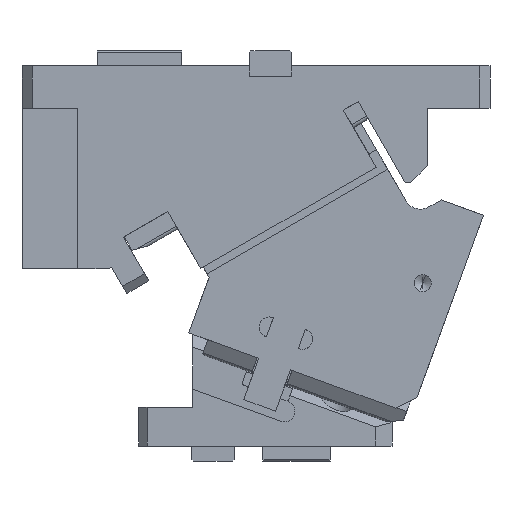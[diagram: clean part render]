
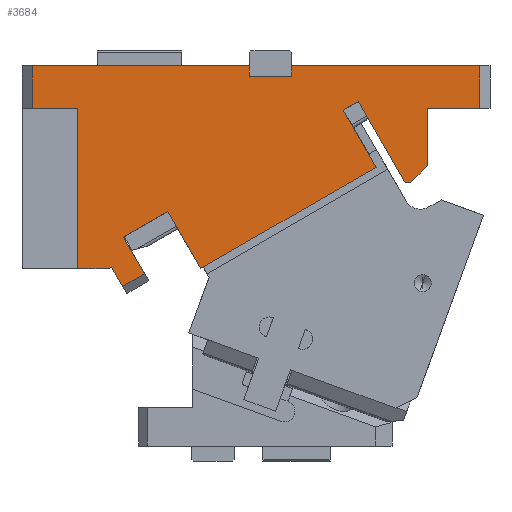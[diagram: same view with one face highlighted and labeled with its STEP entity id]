
A CAD part, front view. The second image highlights one B-rep face of the part: STEP entity #3684.
In plain terms, the highlighted planar face has unit normal (0, -1, 0).
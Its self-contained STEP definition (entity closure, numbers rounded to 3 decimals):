
#393=CARTESIAN_POINT('Vertex',(-267.08,-42.5,88.43)) ;
#396=CARTESIAN_POINT('Line Origine',(-202.83,-42.5,88.43)) ;
#400=CARTESIAN_POINT('Vertex',(-138.58,-42.5,88.43)) ;
#2056=CARTESIAN_POINT('Vertex',(-167.295,-42.5,-31.47)) ;
#2059=CARTESIAN_POINT('Line Origine',(-177.045,-42.5,-14.582)) ;
#2063=CARTESIAN_POINT('Vertex',(-186.795,-42.5,2.305)) ;
#2183=CARTESIAN_POINT('Line Origine',(-73.122,-42.5,45.418)) ;
#2187=CARTESIAN_POINT('Vertex',(-63.372,-42.5,28.53)) ;
#2189=CARTESIAN_POINT('Vertex',(-82.872,-42.5,62.305)) ;
#2218=CARTESIAN_POINT('Line Origine',(-115.333,-42.5,-1.47)) ;
#2241=CARTESIAN_POINT('Vertex',(-240.08,-42.5,63.43)) ;
#2255=CARTESIAN_POINT('Vertex',(-240.08,-42.5,-31.57)) ;
#2258=CARTESIAN_POINT('Line Origine',(-240.08,-42.5,15.93)) ;
#2436=CARTESIAN_POINT('Line Origine',(-253.58,-42.5,63.43)) ;
#2440=CARTESIAN_POINT('Vertex',(-267.08,-42.5,63.43)) ;
#2486=CARTESIAN_POINT('Line Origine',(-267.08,-42.5,75.93)) ;
#2509=CARTESIAN_POINT('Vertex',(-113.58,-42.5,82.43)) ;
#2512=CARTESIAN_POINT('Line Origine',(-113.58,-42.5,85.43)) ;
#2516=CARTESIAN_POINT('Vertex',(-113.58,-42.5,88.43)) ;
#2549=CARTESIAN_POINT('Vertex',(-138.58,-42.5,82.43)) ;
#2552=CARTESIAN_POINT('Line Origine',(-126.08,-42.5,82.43)) ;
#2579=CARTESIAN_POINT('Line Origine',(-138.58,-42.5,85.43)) ;
#2936=CARTESIAN_POINT('Line Origine',(-2.08,-42.5,75.93)) ;
#2940=CARTESIAN_POINT('Vertex',(-2.08,-42.5,63.43)) ;
#2942=CARTESIAN_POINT('Vertex',(-2.08,-42.5,88.43)) ;
#3327=CARTESIAN_POINT('Line Origine',(-57.83,-42.5,88.43)) ;
#3472=CARTESIAN_POINT('Vertex',(-33.08,-42.5,63.43)) ;
#3480=CARTESIAN_POINT('Line Origine',(-17.58,-42.5,63.43)) ;
#3513=CARTESIAN_POINT('Line Origine',(-33.08,-42.5,46.43)) ;
#3517=CARTESIAN_POINT('Vertex',(-33.08,-42.5,29.43)) ;
#3551=CARTESIAN_POINT('Line Origine',(-38.08,-42.5,24.43)) ;
#3555=CARTESIAN_POINT('Vertex',(-43.08,-42.5,19.43)) ;
#3582=CARTESIAN_POINT('Line Origine',(-44.716,-42.5,19.43)) ;
#3586=CARTESIAN_POINT('Vertex',(-46.351,-42.5,19.43)) ;
#3601=CARTESIAN_POINT('Axis2P3D Location',(0.,-42.5,0.)) ;
#3606=CARTESIAN_POINT('Line Origine',(-230.774,-42.5,-31.57)) ;
#3610=CARTESIAN_POINT('Vertex',(-221.468,-42.5,-31.57)) ;
#3613=CARTESIAN_POINT('Line Origine',(-220.751,-42.5,-31.156)) ;
#3617=CARTESIAN_POINT('Vertex',(-220.034,-42.5,-30.742)) ;
#3620=CARTESIAN_POINT('Line Origine',(-216.784,-42.5,-36.371)) ;
#3624=CARTESIAN_POINT('Vertex',(-213.534,-42.5,-42.)) ;
#3627=CARTESIAN_POINT('Line Origine',(-207.039,-42.5,-38.25)) ;
#3631=CARTESIAN_POINT('Vertex',(-200.544,-42.5,-34.5)) ;
#3634=CARTESIAN_POINT('Line Origine',(-206.794,-42.5,-23.675)) ;
#3638=CARTESIAN_POINT('Vertex',(-213.044,-42.5,-12.85)) ;
#3641=CARTESIAN_POINT('Line Origine',(-199.919,-42.5,-5.272)) ;
#3646=CARTESIAN_POINT('Line Origine',(-78.459,-42.5,64.853)) ;
#3650=CARTESIAN_POINT('Vertex',(-74.047,-42.5,67.4)) ;
#3653=CARTESIAN_POINT('Line Origine',(-60.199,-42.5,43.415)) ;
#397=DIRECTION('Vector Direction',(-1.,0.,0.)) ;
#2060=DIRECTION('Vector Direction',(0.5,0.,-0.866)) ;
#2184=DIRECTION('Vector Direction',(-0.5,0.,0.866)) ;
#2219=DIRECTION('Vector Direction',(0.866,0.,0.5)) ;
#2259=DIRECTION('Vector Direction',(0.,0.,1.)) ;
#2437=DIRECTION('Vector Direction',(-1.,0.,0.)) ;
#2487=DIRECTION('Vector Direction',(0.,0.,-1.)) ;
#2513=DIRECTION('Vector Direction',(0.,0.,1.)) ;
#2553=DIRECTION('Vector Direction',(-1.,0.,0.)) ;
#2580=DIRECTION('Vector Direction',(0.,0.,1.)) ;
#2937=DIRECTION('Vector Direction',(0.,0.,1.)) ;
#3328=DIRECTION('Vector Direction',(-1.,0.,0.)) ;
#3481=DIRECTION('Vector Direction',(-1.,0.,0.)) ;
#3514=DIRECTION('Vector Direction',(0.,0.,-1.)) ;
#3552=DIRECTION('Vector Direction',(0.707,0.,0.707)) ;
#3583=DIRECTION('Vector Direction',(1.,0.,0.)) ;
#3602=DIRECTION('Axis2P3D Direction',(0.,1.,0.)) ;
#3603=DIRECTION('Axis2P3D XDirection',(0.,0.,1.)) ;
#3607=DIRECTION('Vector Direction',(-1.,0.,0.)) ;
#3614=DIRECTION('Vector Direction',(0.866,0.,0.5)) ;
#3621=DIRECTION('Vector Direction',(0.5,0.,-0.866)) ;
#3628=DIRECTION('Vector Direction',(0.866,0.,0.5)) ;
#3635=DIRECTION('Vector Direction',(0.5,0.,-0.866)) ;
#3642=DIRECTION('Vector Direction',(0.866,0.,0.5)) ;
#3647=DIRECTION('Vector Direction',(0.866,0.,0.5)) ;
#3654=DIRECTION('Vector Direction',(-0.5,0.,0.866)) ;
#3604=AXIS2_PLACEMENT_3D('Plane Axis2P3D',#3601,#3602,#3603) ;
#3659=ORIENTED_EDGE('',*,*,#3588,.T.) ;
#3660=ORIENTED_EDGE('',*,*,#3557,.T.) ;
#3661=ORIENTED_EDGE('',*,*,#3519,.F.) ;
#3662=ORIENTED_EDGE('',*,*,#3484,.F.) ;
#3663=ORIENTED_EDGE('',*,*,#2944,.T.) ;
#3664=ORIENTED_EDGE('',*,*,#3331,.T.) ;
#3665=ORIENTED_EDGE('',*,*,#2518,.F.) ;
#3666=ORIENTED_EDGE('',*,*,#2556,.T.) ;
#3667=ORIENTED_EDGE('',*,*,#2583,.T.) ;
#3668=ORIENTED_EDGE('',*,*,#402,.T.) ;
#3669=ORIENTED_EDGE('',*,*,#2490,.T.) ;
#3670=ORIENTED_EDGE('',*,*,#2442,.F.) ;
#3671=ORIENTED_EDGE('',*,*,#2262,.F.) ;
#3672=ORIENTED_EDGE('',*,*,#3612,.F.) ;
#3673=ORIENTED_EDGE('',*,*,#3619,.T.) ;
#3674=ORIENTED_EDGE('',*,*,#3626,.T.) ;
#3675=ORIENTED_EDGE('',*,*,#3633,.T.) ;
#3676=ORIENTED_EDGE('',*,*,#3640,.F.) ;
#3677=ORIENTED_EDGE('',*,*,#3645,.T.) ;
#3678=ORIENTED_EDGE('',*,*,#2065,.T.) ;
#3679=ORIENTED_EDGE('',*,*,#2222,.T.) ;
#3680=ORIENTED_EDGE('',*,*,#2191,.T.) ;
#3681=ORIENTED_EDGE('',*,*,#3652,.T.) ;
#3682=ORIENTED_EDGE('',*,*,#3657,.F.) ;
#398=VECTOR('Line Direction',#397,1.) ;
#2061=VECTOR('Line Direction',#2060,1.) ;
#2185=VECTOR('Line Direction',#2184,1.) ;
#2220=VECTOR('Line Direction',#2219,1.) ;
#2260=VECTOR('Line Direction',#2259,1.) ;
#2438=VECTOR('Line Direction',#2437,1.) ;
#2488=VECTOR('Line Direction',#2487,1.) ;
#2514=VECTOR('Line Direction',#2513,1.) ;
#2554=VECTOR('Line Direction',#2553,1.) ;
#2581=VECTOR('Line Direction',#2580,1.) ;
#2938=VECTOR('Line Direction',#2937,1.) ;
#3329=VECTOR('Line Direction',#3328,1.) ;
#3482=VECTOR('Line Direction',#3481,1.) ;
#3515=VECTOR('Line Direction',#3514,1.) ;
#3553=VECTOR('Line Direction',#3552,1.) ;
#3584=VECTOR('Line Direction',#3583,1.) ;
#3608=VECTOR('Line Direction',#3607,1.) ;
#3615=VECTOR('Line Direction',#3614,1.) ;
#3622=VECTOR('Line Direction',#3621,1.) ;
#3629=VECTOR('Line Direction',#3628,1.) ;
#3636=VECTOR('Line Direction',#3635,1.) ;
#3643=VECTOR('Line Direction',#3642,1.) ;
#3648=VECTOR('Line Direction',#3647,1.) ;
#3655=VECTOR('Line Direction',#3654,1.) ;
#3684=ADVANCED_FACE('CAM HOLDER',(#3683),#3605,.F.) ;
#402=EDGE_CURVE('',#401,#394,#399,.T.) ;
#2065=EDGE_CURVE('',#2064,#2057,#2062,.T.) ;
#2191=EDGE_CURVE('',#2188,#2190,#2186,.T.) ;
#2222=EDGE_CURVE('',#2057,#2188,#2221,.T.) ;
#2262=EDGE_CURVE('',#2256,#2242,#2261,.T.) ;
#2442=EDGE_CURVE('',#2242,#2441,#2439,.T.) ;
#2490=EDGE_CURVE('',#394,#2441,#2489,.T.) ;
#2518=EDGE_CURVE('',#2510,#2517,#2515,.T.) ;
#2556=EDGE_CURVE('',#2510,#2550,#2555,.T.) ;
#2583=EDGE_CURVE('',#2550,#401,#2582,.T.) ;
#2944=EDGE_CURVE('',#2941,#2943,#2939,.T.) ;
#3331=EDGE_CURVE('',#2943,#2517,#3330,.T.) ;
#3484=EDGE_CURVE('',#2941,#3473,#3483,.T.) ;
#3519=EDGE_CURVE('',#3473,#3518,#3516,.T.) ;
#3557=EDGE_CURVE('',#3556,#3518,#3554,.T.) ;
#3588=EDGE_CURVE('',#3587,#3556,#3585,.T.) ;
#3612=EDGE_CURVE('',#3611,#2256,#3609,.T.) ;
#3619=EDGE_CURVE('',#3611,#3618,#3616,.T.) ;
#3626=EDGE_CURVE('',#3618,#3625,#3623,.T.) ;
#3633=EDGE_CURVE('',#3625,#3632,#3630,.T.) ;
#3640=EDGE_CURVE('',#3639,#3632,#3637,.T.) ;
#3645=EDGE_CURVE('',#3639,#2064,#3644,.T.) ;
#3652=EDGE_CURVE('',#2190,#3651,#3649,.T.) ;
#3657=EDGE_CURVE('',#3587,#3651,#3656,.T.) ;
#3658=EDGE_LOOP('',(#3659,#3660,#3661,#3662,#3663,#3664,#3665,#3666,#3667,#3668,#3669,#3670,#3671,#3672,#3673,#3674,#3675,#3676,#3677,#3678,#3679,#3680,#3681,#3682)) ;
#3683=FACE_OUTER_BOUND('',#3658,.T.) ;
#399=LINE('Line',#396,#398) ;
#2062=LINE('Line',#2059,#2061) ;
#2186=LINE('Line',#2183,#2185) ;
#2221=LINE('Line',#2218,#2220) ;
#2261=LINE('Line',#2258,#2260) ;
#2439=LINE('Line',#2436,#2438) ;
#2489=LINE('Line',#2486,#2488) ;
#2515=LINE('Line',#2512,#2514) ;
#2555=LINE('Line',#2552,#2554) ;
#2582=LINE('Line',#2579,#2581) ;
#2939=LINE('Line',#2936,#2938) ;
#3330=LINE('Line',#3327,#3329) ;
#3483=LINE('Line',#3480,#3482) ;
#3516=LINE('Line',#3513,#3515) ;
#3554=LINE('Line',#3551,#3553) ;
#3585=LINE('Line',#3582,#3584) ;
#3609=LINE('Line',#3606,#3608) ;
#3616=LINE('Line',#3613,#3615) ;
#3623=LINE('Line',#3620,#3622) ;
#3630=LINE('Line',#3627,#3629) ;
#3637=LINE('Line',#3634,#3636) ;
#3644=LINE('Line',#3641,#3643) ;
#3649=LINE('Line',#3646,#3648) ;
#3656=LINE('Line',#3653,#3655) ;
#3605=PLANE('Plane',#3604) ;
#394=VERTEX_POINT('',#393) ;
#401=VERTEX_POINT('',#400) ;
#2057=VERTEX_POINT('',#2056) ;
#2064=VERTEX_POINT('',#2063) ;
#2188=VERTEX_POINT('',#2187) ;
#2190=VERTEX_POINT('',#2189) ;
#2242=VERTEX_POINT('',#2241) ;
#2256=VERTEX_POINT('',#2255) ;
#2441=VERTEX_POINT('',#2440) ;
#2510=VERTEX_POINT('',#2509) ;
#2517=VERTEX_POINT('',#2516) ;
#2550=VERTEX_POINT('',#2549) ;
#2941=VERTEX_POINT('',#2940) ;
#2943=VERTEX_POINT('',#2942) ;
#3473=VERTEX_POINT('',#3472) ;
#3518=VERTEX_POINT('',#3517) ;
#3556=VERTEX_POINT('',#3555) ;
#3587=VERTEX_POINT('',#3586) ;
#3611=VERTEX_POINT('',#3610) ;
#3618=VERTEX_POINT('',#3617) ;
#3625=VERTEX_POINT('',#3624) ;
#3632=VERTEX_POINT('',#3631) ;
#3639=VERTEX_POINT('',#3638) ;
#3651=VERTEX_POINT('',#3650) ;
